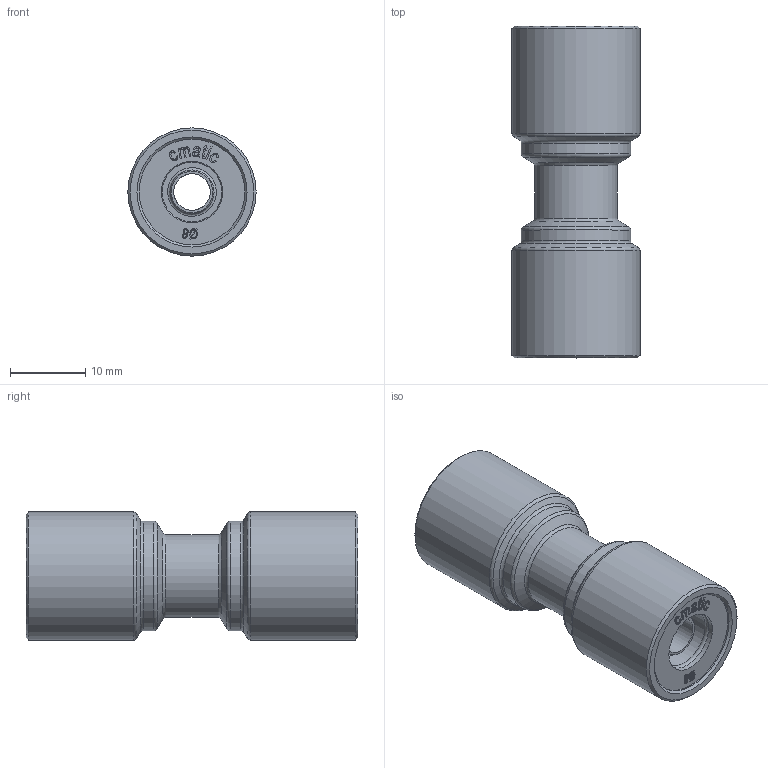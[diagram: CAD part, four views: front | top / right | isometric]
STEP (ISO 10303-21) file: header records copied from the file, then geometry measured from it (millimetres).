
FILE_DESCRIPTION(( 'MAF.26.08.08.stp' ), '1');
FILE_NAME( 'MAF.26.08.08.stp', '2021-02-19T15:25:55',( 'Sopra'),('sopra-pneumatic.com'), 'SwSTEP 2.0','SolidWorks 2009','' );
FILE_SCHEMA( ( 'CONFIG_CONTROL_DESIGN' ) );
Length unit declared in the file: millimetre
Products named in the file (1): Rivoluzione1
Bounding box: 17 x 44 x 17 mm (x, y, z)
Volume: 6521.1 mm3; surface area: 4961.7 mm2
Topology: 1 solids, 1 shells, 318 faces, 827 edges, 547 vertices
Faces by surface type: bspline 144, plane 134, cylinder 16, torus 12, cone 12
Full cylindrical faces by diameter (mm): 4.85 x2, 5.85 x2, 6 x1, 8.15 x4, 11 x1, 14 x2, 14.5 x2, 17 x2
Entity records: 16756 total; most frequent: CARTESIAN_POINT 10131, ORIENTED_EDGE 1540, DIRECTION 882, EDGE_CURVE 770, VERTEX_POINT 530, LINE 432, VECTOR 432, EDGE_LOOP 396
